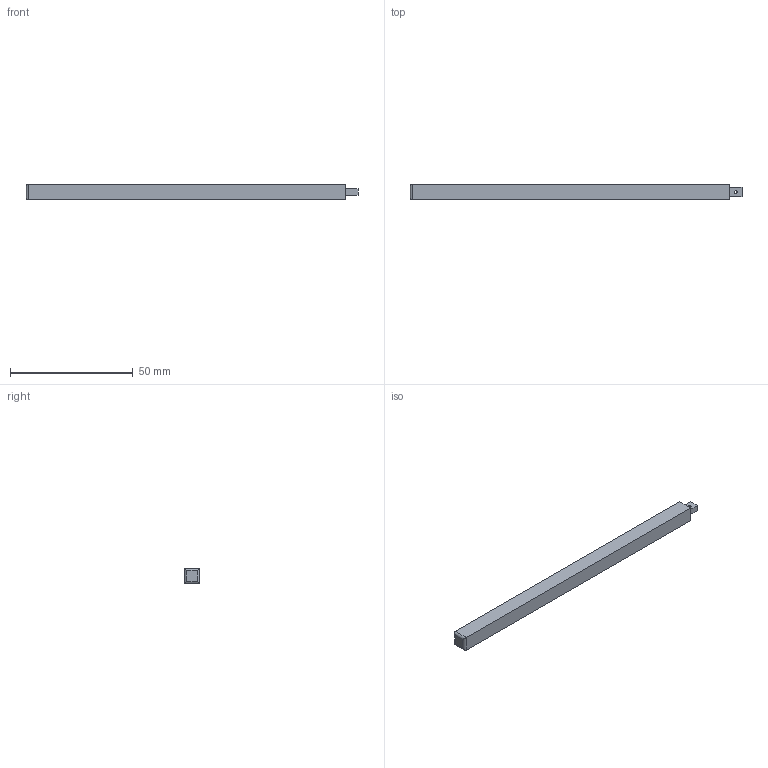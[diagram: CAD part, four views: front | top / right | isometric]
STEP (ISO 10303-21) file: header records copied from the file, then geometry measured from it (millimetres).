
FILE_DESCRIPTION(/* description */ (''),/* implementation_level */ '2;1');
FILE_NAME(/* name */ 'Stereotax_headbar_adapter.step',/* time_stamp */ '2021-01-05T17:52:02-08:00',/* author */ (''),/* organization */ (''),/* preprocessor_version */ 'ST-DEVELOPER v18.1',/* originating_system */ 'Autodesk Translation Framework v9.7.1.1290',/* authorisation */ '');
FILE_SCHEMA (('AUTOMOTIVE_DESIGN { 1 0 10303 214 3 1 1 }'));
Length unit declared in the file: millimetre
Products named in the file (2): Stereotax_headbar_adapter; Component1
Assembly tree (1 placements, depth 2):
  Stereotax_headbar_adapter
    Component1
Bounding box: 135 x 6.3 x 6.3 mm (x, y, z)
Volume: 5201.3 mm3; surface area: 3424.6 mm2
Topology: 1 solids, 1 shells, 36 faces, 94 edges, 61 vertices
Faces by surface type: cylinder 22, plane 11, bspline 2, cone 1
Full cylindrical faces by diameter (mm): 1.112 x7, 1.524 x7
Entity records: 2773 total; most frequent: CARTESIAN_POINT 1916, ORIENTED_EDGE 188, DIRECTION 141, EDGE_CURVE 94, VERTEX_POINT 61, AXIS2_PLACEMENT_3D 48, LINE 45, VECTOR 45
